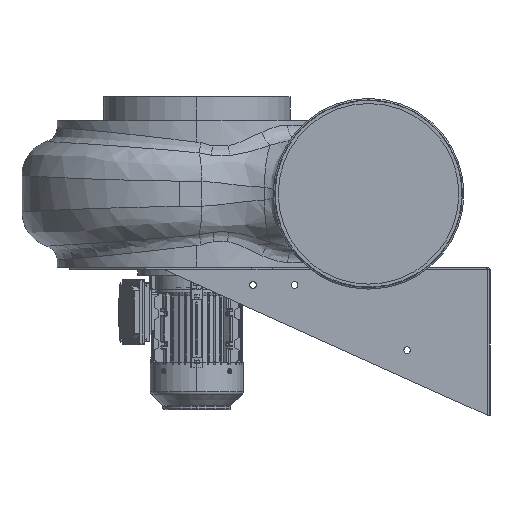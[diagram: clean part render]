
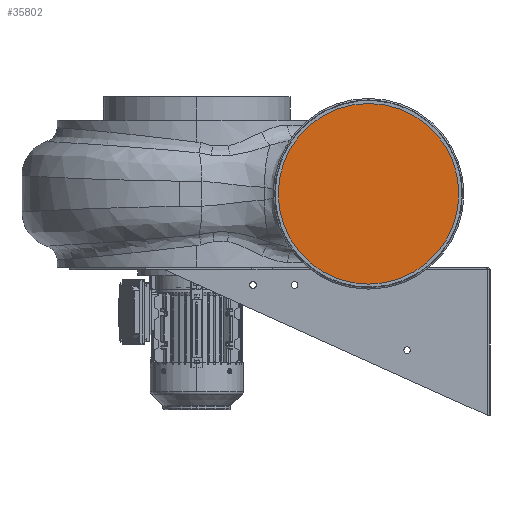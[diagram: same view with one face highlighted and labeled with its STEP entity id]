
A CAD part, left-side view. The second image highlights one B-rep face of the part: STEP entity #35802.
In plain terms, the highlighted planar face has unit normal (-1, 0, 0).
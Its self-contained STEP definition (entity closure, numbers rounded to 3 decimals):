
#446 = EDGE_LOOP ( 'NONE', ( #20664, #89343 ) ) ;
#1850 = EDGE_CURVE ( 'NONE', #70684, #68933, #81404, .T. ) ;
#3942 = AXIS2_PLACEMENT_3D ( 'NONE', #51881, #43707, #5439 ) ;
#5439 = DIRECTION ( 'NONE',  ( 0., 1., 0. ) ) ;
#6838 = AXIS2_PLACEMENT_3D ( 'NONE', #41809, #43326, #73473 ) ;
#8044 = AXIS2_PLACEMENT_3D ( 'NONE', #25758, #26255, #96185 ) ;
#19742 = FACE_OUTER_BOUND ( 'NONE', #446, .T. ) ;
#20664 = ORIENTED_EDGE ( 'NONE', *, *, #63618, .F. ) ;
#24318 = CARTESIAN_POINT ( 'NONE',  ( -365., 310., 0. ) ) ;
#25758 = CARTESIAN_POINT ( 'NONE',  ( -365., 157.5, 0. ) ) ;
#26255 = DIRECTION ( 'NONE',  ( 1., 0., 0. ) ) ;
#27378 = PLANE ( 'NONE',  #3942 ) ;
#35802 = ADVANCED_FACE ( 'NONE', ( #19742 ), #27378, .T. ) ;
#41809 = CARTESIAN_POINT ( 'NONE',  ( -365., 157.5, 0. ) ) ;
#43326 = DIRECTION ( 'NONE',  ( 1., 0., 0. ) ) ;
#43707 = DIRECTION ( 'NONE',  ( -1., 0., 0. ) ) ;
#51881 = CARTESIAN_POINT ( 'NONE',  ( -365., 157.5, 0. ) ) ;
#55690 = CIRCLE ( 'NONE', #6838, 152.5 ) ;
#63618 = EDGE_CURVE ( 'NONE', #68933, #70684, #55690, .T. ) ;
#68933 = VERTEX_POINT ( 'NONE', #69343 ) ;
#69343 = CARTESIAN_POINT ( 'NONE',  ( -365., 5., 0. ) ) ;
#70684 = VERTEX_POINT ( 'NONE', #24318 ) ;
#73473 = DIRECTION ( 'NONE',  ( 0., -1., 0. ) ) ;
#81404 = CIRCLE ( 'NONE', #8044, 152.5 ) ;
#89343 = ORIENTED_EDGE ( 'NONE', *, *, #1850, .F. ) ;
#96185 = DIRECTION ( 'NONE',  ( 0., -1., 0. ) ) ;
